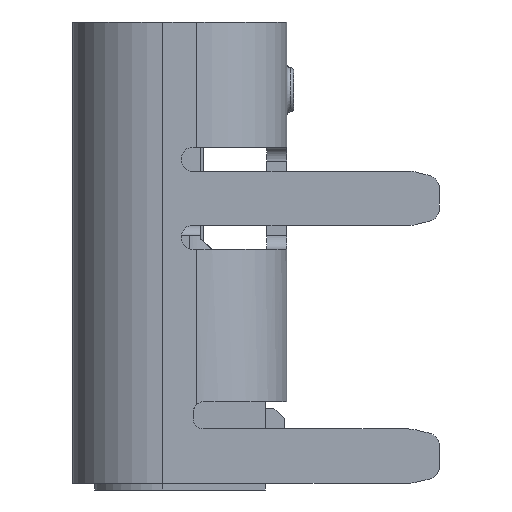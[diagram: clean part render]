
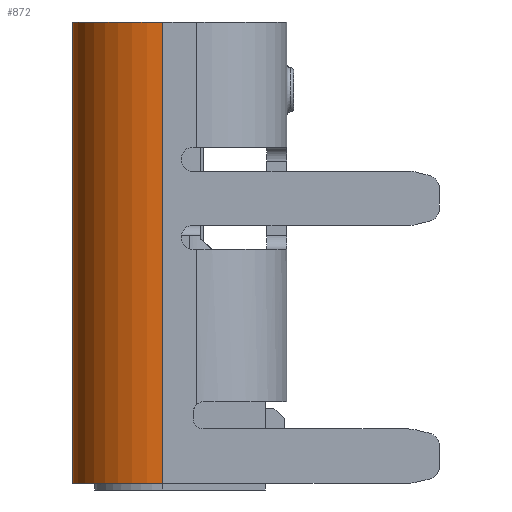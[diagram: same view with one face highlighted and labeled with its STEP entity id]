
A CAD part, left-side view. The second image highlights one B-rep face of the part: STEP entity #872.
In plain terms, the highlighted cylindrical face has radius 1.33 mm (diameter 2.66 mm), a partial arc.
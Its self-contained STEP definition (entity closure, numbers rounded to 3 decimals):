
#139 = ORIENTED_EDGE ( 'NONE', *, *, #7067, .F. ) ;
#168 = DIRECTION ( 'NONE',  ( 0., 0., -1. ) ) ;
#289 = EDGE_CURVE ( 'NONE', #13621, #6170, #5016, .T. ) ;
#714 = ORIENTED_EDGE ( 'NONE', *, *, #4374, .T. ) ;
#872 = ADVANCED_FACE ( 'NONE', ( #3182 ), #8558, .T. ) ;
#1442 = AXIS2_PLACEMENT_3D ( 'NONE', #11555, #168, #1473 ) ;
#1443 = CARTESIAN_POINT ( 'NONE',  ( -3.14, 3.26, 3.45 ) ) ;
#1473 = DIRECTION ( 'NONE',  ( 1., 0., 0. ) ) ;
#2476 = ORIENTED_EDGE ( 'NONE', *, *, #6600, .F. ) ;
#3043 = VERTEX_POINT ( 'NONE', #12272 ) ;
#3182 = FACE_OUTER_BOUND ( 'NONE', #16233, .T. ) ;
#4301 = VECTOR ( 'NONE', #4872, 1000. ) ;
#4374 = EDGE_CURVE ( 'NONE', #3043, #13621, #16360, .T. ) ;
#4872 = DIRECTION ( 'NONE',  ( 0., 0., -1. ) ) ;
#5016 = LINE ( 'NONE', #1443, #16096 ) ;
#5081 = CARTESIAN_POINT ( 'NONE',  ( -3.14, 3.26, 3.45 ) ) ;
#5704 = DIRECTION ( 'NONE',  ( 0., 0., -1. ) ) ;
#6083 = DIRECTION ( 'NONE',  ( 0., 0., -1. ) ) ;
#6170 = VERTEX_POINT ( 'NONE', #17654 ) ;
#6310 = LINE ( 'NONE', #16567, #4301 ) ;
#6600 = EDGE_CURVE ( 'NONE', #3043, #17788, #6310, .T. ) ;
#7067 = EDGE_CURVE ( 'NONE', #17788, #6170, #8518, .T. ) ;
#8518 = CIRCLE ( 'NONE', #14954, 1.33 ) ;
#8558 = CYLINDRICAL_SURFACE ( 'NONE', #1442, 1.33 ) ;
#9209 = DIRECTION ( 'NONE',  ( -1., 0., 0. ) ) ;
#10681 = DIRECTION ( 'NONE',  ( 0., 0., -1. ) ) ;
#11555 = CARTESIAN_POINT ( 'NONE',  ( -3.14, 1.93, 3.45 ) ) ;
#11835 = CARTESIAN_POINT ( 'NONE',  ( -3.14, 1.93, -3.35 ) ) ;
#12272 = CARTESIAN_POINT ( 'NONE',  ( -4.47, 1.93, 3.45 ) ) ;
#13429 = DIRECTION ( 'NONE',  ( -1., 0., 0. ) ) ;
#13621 = VERTEX_POINT ( 'NONE', #5081 ) ;
#14954 = AXIS2_PLACEMENT_3D ( 'NONE', #11835, #6083, #13429 ) ;
#16096 = VECTOR ( 'NONE', #5704, 1000. ) ;
#16233 = EDGE_LOOP ( 'NONE', ( #2476, #714, #16349, #139 ) ) ;
#16349 = ORIENTED_EDGE ( 'NONE', *, *, #289, .T. ) ;
#16354 = AXIS2_PLACEMENT_3D ( 'NONE', #18076, #10681, #9209 ) ;
#16360 = CIRCLE ( 'NONE', #16354, 1.33 ) ;
#16567 = CARTESIAN_POINT ( 'NONE',  ( -4.47, 1.93, 3.45 ) ) ;
#17520 = CARTESIAN_POINT ( 'NONE',  ( -4.47, 1.93, -3.35 ) ) ;
#17654 = CARTESIAN_POINT ( 'NONE',  ( -3.14, 3.26, -3.35 ) ) ;
#17788 = VERTEX_POINT ( 'NONE', #17520 ) ;
#18076 = CARTESIAN_POINT ( 'NONE',  ( -3.14, 1.93, 3.45 ) ) ;
